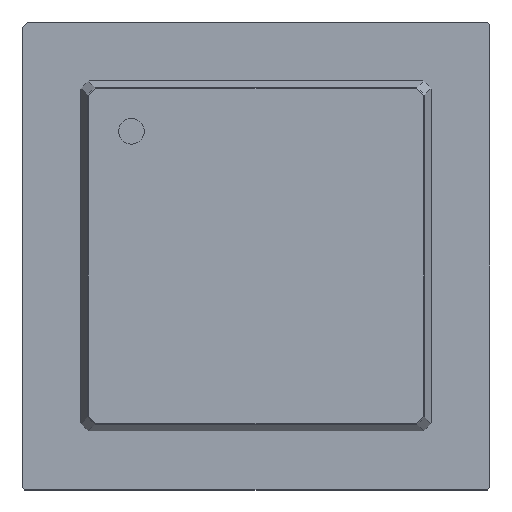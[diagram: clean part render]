
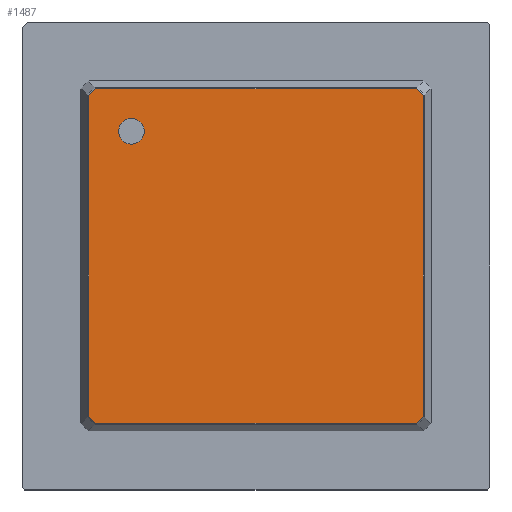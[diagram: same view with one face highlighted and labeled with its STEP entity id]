
A CAD part, top view. The second image highlights one B-rep face of the part: STEP entity #1487.
In plain terms, the highlighted planar face has unit normal (0, 0, 1).
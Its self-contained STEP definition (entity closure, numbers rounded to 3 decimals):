
#288 = VERTEX_POINT('',#289);
#289 = CARTESIAN_POINT('',(-13.055,-12.507,3.19));
#383 = EDGE_CURVE('',#288,#384,#386,.T.);
#384 = VERTEX_POINT('',#385);
#385 = CARTESIAN_POINT('',(-13.055,12.507,3.19));
#386 = B_SPLINE_CURVE_WITH_KNOTS('',2,(#387,#388,#389,#390,#391),
.UNSPECIFIED.,.F.,.F.,(3,1,1,3),(-1.291,-0.065,
25.105,26.331),.UNSPECIFIED.);
#387 = CARTESIAN_POINT('',(-13.055,-13.811,3.19));
#388 = CARTESIAN_POINT('',(-13.055,-13.198,3.19));
#389 = CARTESIAN_POINT('',(-13.055,0.,3.19));
#390 = CARTESIAN_POINT('',(-13.055,13.198,3.19));
#391 = CARTESIAN_POINT('',(-13.055,13.811,3.19));
#639 = EDGE_CURVE('',#384,#640,#642,.T.);
#640 = VERTEX_POINT('',#641);
#641 = CARTESIAN_POINT('',(-12.507,13.055,3.19));
#642 = LINE('',#643,#644);
#643 = CARTESIAN_POINT('',(-13.081,12.481,3.19));
#644 = VECTOR('',#645,1.);
#645 = DIRECTION('',(0.707,0.707,0.));
#773 = VERTEX_POINT('',#774);
#774 = CARTESIAN_POINT('',(12.507,13.055,3.19));
#979 = EDGE_CURVE('',#640,#773,#980,.T.);
#980 = B_SPLINE_CURVE_WITH_KNOTS('',2,(#981,#982,#983,#984,#985),
.UNSPECIFIED.,.F.,.F.,(3,1,1,3),(-1.291,-0.065,
25.105,26.331),.UNSPECIFIED.);
#981 = CARTESIAN_POINT('',(-13.811,13.055,3.19));
#982 = CARTESIAN_POINT('',(-13.198,13.055,3.19));
#983 = CARTESIAN_POINT('',(0.,13.055,3.19));
#984 = CARTESIAN_POINT('',(13.198,13.055,3.19));
#985 = CARTESIAN_POINT('',(13.811,13.055,3.19));
#1319 = VERTEX_POINT('',#1320);
#1320 = CARTESIAN_POINT('',(-12.507,-13.055,3.19));
#1475 = EDGE_CURVE('',#1319,#288,#1476,.T.);
#1476 = LINE('',#1477,#1478);
#1477 = CARTESIAN_POINT('',(-12.481,-13.081,3.19));
#1478 = VECTOR('',#1479,1.);
#1479 = DIRECTION('',(-0.707,0.707,0.));
#1487 = ADVANCED_FACE('',(#1488,#1528),#1539,.T.);
#1488 = FACE_BOUND('',#1489,.T.);
#1489 = EDGE_LOOP('',(#1490,#1502,#1508,#1509,#1510,#1511,#1512,#1522));
#1490 = ORIENTED_EDGE('',*,*,#1491,.F.);
#1491 = EDGE_CURVE('',#1492,#1494,#1496,.T.);
#1492 = VERTEX_POINT('',#1493);
#1493 = CARTESIAN_POINT('',(13.055,12.507,3.19));
#1494 = VERTEX_POINT('',#1495);
#1495 = CARTESIAN_POINT('',(13.055,-12.507,3.19));
#1496 = B_SPLINE_CURVE_WITH_KNOTS('',2,(#1497,#1498,#1499,#1500,#1501),
.UNSPECIFIED.,.F.,.F.,(3,1,1,3),(-1.291,-0.065,
25.105,26.331),.UNSPECIFIED.);
#1497 = CARTESIAN_POINT('',(13.055,13.811,3.19));
#1498 = CARTESIAN_POINT('',(13.055,13.198,3.19));
#1499 = CARTESIAN_POINT('',(13.055,0.,3.19));
#1500 = CARTESIAN_POINT('',(13.055,-13.198,3.19));
#1501 = CARTESIAN_POINT('',(13.055,-13.811,3.19));
#1502 = ORIENTED_EDGE('',*,*,#1503,.F.);
#1503 = EDGE_CURVE('',#773,#1492,#1504,.T.);
#1504 = LINE('',#1505,#1506);
#1505 = CARTESIAN_POINT('',(12.481,13.081,3.19));
#1506 = VECTOR('',#1507,1.);
#1507 = DIRECTION('',(0.707,-0.707,0.));
#1508 = ORIENTED_EDGE('',*,*,#979,.F.);
#1509 = ORIENTED_EDGE('',*,*,#639,.F.);
#1510 = ORIENTED_EDGE('',*,*,#383,.F.);
#1511 = ORIENTED_EDGE('',*,*,#1475,.F.);
#1512 = ORIENTED_EDGE('',*,*,#1513,.F.);
#1513 = EDGE_CURVE('',#1514,#1319,#1516,.T.);
#1514 = VERTEX_POINT('',#1515);
#1515 = CARTESIAN_POINT('',(12.507,-13.055,3.19));
#1516 = B_SPLINE_CURVE_WITH_KNOTS('',2,(#1517,#1518,#1519,#1520,#1521),
.UNSPECIFIED.,.F.,.F.,(3,1,1,3),(-1.291,-0.065,
25.105,26.331),.UNSPECIFIED.);
#1517 = CARTESIAN_POINT('',(13.811,-13.055,3.19));
#1518 = CARTESIAN_POINT('',(13.198,-13.055,3.19));
#1519 = CARTESIAN_POINT('',(0.,-13.055,3.19));
#1520 = CARTESIAN_POINT('',(-13.198,-13.055,3.19));
#1521 = CARTESIAN_POINT('',(-13.811,-13.055,3.19));
#1522 = ORIENTED_EDGE('',*,*,#1523,.F.);
#1523 = EDGE_CURVE('',#1494,#1514,#1524,.T.);
#1524 = LINE('',#1525,#1526);
#1525 = CARTESIAN_POINT('',(13.081,-12.481,3.19));
#1526 = VECTOR('',#1527,1.);
#1527 = DIRECTION('',(-0.707,-0.707,0.));
#1528 = FACE_BOUND('',#1529,.T.);
#1529 = EDGE_LOOP('',(#1530));
#1530 = ORIENTED_EDGE('',*,*,#1531,.T.);
#1531 = EDGE_CURVE('',#1532,#1532,#1534,.T.);
#1532 = VERTEX_POINT('',#1533);
#1533 = CARTESIAN_POINT('',(-9.72,8.72,3.19));
#1534 = CIRCLE('',#1535,1.);
#1535 = AXIS2_PLACEMENT_3D('',#1536,#1537,#1538);
#1536 = CARTESIAN_POINT('',(-9.72,9.72,3.19));
#1537 = DIRECTION('',(0.,-0.,-1.));
#1538 = DIRECTION('',(0.,-1.,0.));
#1539 = PLANE('',#1540);
#1540 = AXIS2_PLACEMENT_3D('',#1541,#1542,#1543);
#1541 = CARTESIAN_POINT('',(-13.12,12.52,3.19));
#1542 = DIRECTION('',(0.,0.,1.));
#1543 = DIRECTION('',(0.723,-0.69,0.));
